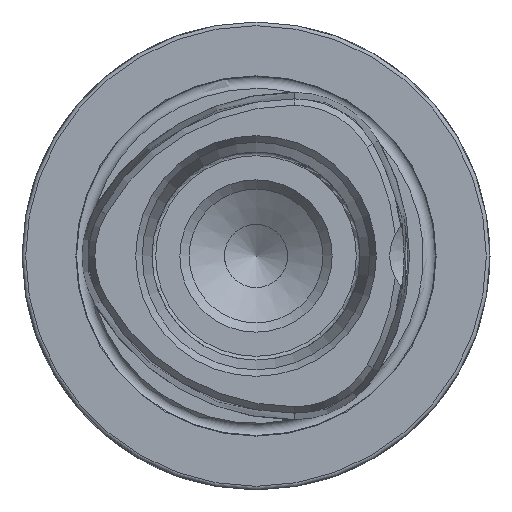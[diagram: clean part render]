
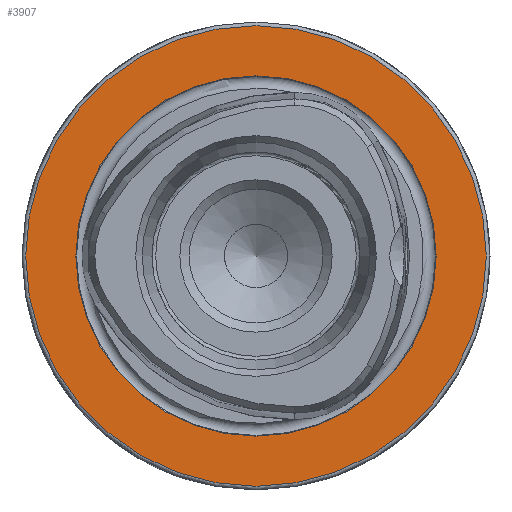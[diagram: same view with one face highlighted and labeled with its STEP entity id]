
A CAD part, left-side view. The second image highlights one B-rep face of the part: STEP entity #3907.
In plain terms, the highlighted planar face has unit normal (-1, 0, 0).
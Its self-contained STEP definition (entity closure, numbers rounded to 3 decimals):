
#120 = CARTESIAN_POINT ( 'NONE',  ( 0., 0., 24.25 ) ) ;
#213 = ORIENTED_EDGE ( 'NONE', *, *, #7468, .F. ) ;
#795 = AXIS2_PLACEMENT_3D ( 'NONE', #2519, #5483, #6766 ) ;
#860 = AXIS2_PLACEMENT_3D ( 'NONE', #1404, #1245, #3057 ) ;
#1046 = CARTESIAN_POINT ( 'NONE',  ( 0., 0., 0. ) ) ;
#1245 = DIRECTION ( 'NONE',  ( 1., 0., 0. ) ) ;
#1404 = CARTESIAN_POINT ( 'NONE',  ( 0., 24.25, 0. ) ) ;
#2054 = FACE_BOUND ( 'NONE', #2302, .T. ) ;
#2302 = EDGE_LOOP ( 'NONE', ( #213 ) ) ;
#2519 = CARTESIAN_POINT ( 'NONE',  ( 0., 0., 0. ) ) ;
#2590 = EDGE_CURVE ( 'NONE', #5814, #5814, #4947, .T. ) ;
#2725 = DIRECTION ( 'NONE',  ( 0., 0., 1. ) ) ;
#3057 = DIRECTION ( 'NONE',  ( 0., 0., -1. ) ) ;
#3706 = CARTESIAN_POINT ( 'NONE',  ( 0., 0., 31. ) ) ;
#3907 = ADVANCED_FACE ( 'NONE', ( #2054, #5086 ), #4990, .F. ) ;
#4133 = AXIS2_PLACEMENT_3D ( 'NONE', #1046, #6329, #2725 ) ;
#4485 = ORIENTED_EDGE ( 'NONE', *, *, #2590, .T. ) ;
#4939 = EDGE_LOOP ( 'NONE', ( #4485 ) ) ;
#4947 = CIRCLE ( 'NONE', #4133, 31. ) ;
#4976 = VERTEX_POINT ( 'NONE', #120 ) ;
#4990 = PLANE ( 'NONE',  #860 ) ;
#5086 = FACE_OUTER_BOUND ( 'NONE', #4939, .T. ) ;
#5483 = DIRECTION ( 'NONE',  ( -1., 0., 0. ) ) ;
#5814 = VERTEX_POINT ( 'NONE', #3706 ) ;
#6329 = DIRECTION ( 'NONE',  ( -1., 0., 0. ) ) ;
#6766 = DIRECTION ( 'NONE',  ( 0., 0., 1. ) ) ;
#7468 = EDGE_CURVE ( 'NONE', #4976, #4976, #7713, .T. ) ;
#7713 = CIRCLE ( 'NONE', #795, 24.25 ) ;
